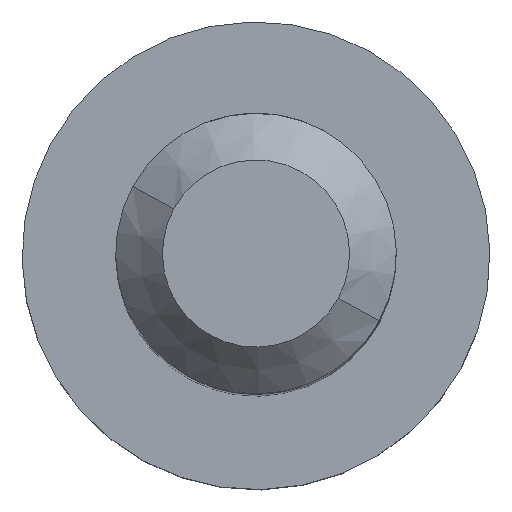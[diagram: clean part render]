
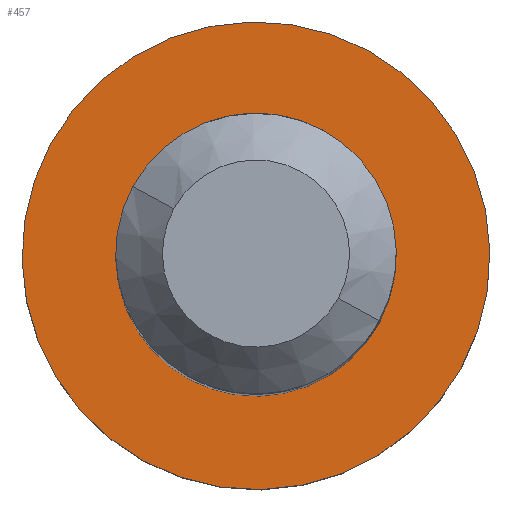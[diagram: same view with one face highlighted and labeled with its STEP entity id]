
A CAD part, top view. The second image highlights one B-rep face of the part: STEP entity #457.
In plain terms, the highlighted planar face has unit normal (0, 0, 1).
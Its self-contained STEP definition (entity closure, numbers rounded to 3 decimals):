
#160=CARTESIAN_POINT('Vertex',(2.633,-1.438,4.)) ;
#165=CARTESIAN_POINT('Axis2P3D Location',(0.,0.,4.)) ;
#169=CARTESIAN_POINT('Vertex',(-2.633,1.438,4.)) ;
#405=CARTESIAN_POINT('Vertex',(4.388,-2.397,4.)) ;
#408=CARTESIAN_POINT('Axis2P3D Location',(0.,0.,4.)) ;
#412=CARTESIAN_POINT('Vertex',(-4.388,2.397,4.)) ;
#427=CARTESIAN_POINT('Axis2P3D Location',(0.,0.,4.)) ;
#439=CARTESIAN_POINT('Axis2P3D Location',(5.,0.,4.)) ;
#448=CARTESIAN_POINT('Axis2P3D Location',(0.,0.,4.)) ;
#166=DIRECTION('Axis2P3D Direction',(0.,0.,-1.)) ;
#409=DIRECTION('Axis2P3D Direction',(0.,0.,-1.)) ;
#428=DIRECTION('Axis2P3D Direction',(0.,0.,-1.)) ;
#440=DIRECTION('Axis2P3D Direction',(0.,0.,-1.)) ;
#441=DIRECTION('Axis2P3D XDirection',(1.,0.,0.)) ;
#449=DIRECTION('Axis2P3D Direction',(0.,0.,-1.)) ;
#167=AXIS2_PLACEMENT_3D('Circle Axis2P3D',#165,#166,$) ;
#410=AXIS2_PLACEMENT_3D('Circle Axis2P3D',#408,#409,$) ;
#429=AXIS2_PLACEMENT_3D('Circle Axis2P3D',#427,#428,$) ;
#442=AXIS2_PLACEMENT_3D('Plane Axis2P3D',#439,#440,#441) ;
#450=AXIS2_PLACEMENT_3D('Circle Axis2P3D',#448,#449,$) ;
#445=ORIENTED_EDGE('',*,*,#414,.F.) ;
#446=ORIENTED_EDGE('',*,*,#431,.F.) ;
#454=ORIENTED_EDGE('',*,*,#171,.T.) ;
#455=ORIENTED_EDGE('',*,*,#452,.T.) ;
#456=FACE_BOUND('',#453,.T.) ;
#457=ADVANCED_FACE('',(#447,#456),#443,.F.) ;
#168=CIRCLE('generated circle',#167,3.) ;
#411=CIRCLE('generated circle',#410,5.) ;
#430=CIRCLE('generated circle',#429,5.) ;
#451=CIRCLE('generated circle',#450,3.) ;
#171=EDGE_CURVE('',#170,#161,#168,.T.) ;
#414=EDGE_CURVE('',#406,#413,#411,.T.) ;
#431=EDGE_CURVE('',#413,#406,#430,.T.) ;
#452=EDGE_CURVE('',#161,#170,#451,.T.) ;
#444=EDGE_LOOP('',(#445,#446)) ;
#453=EDGE_LOOP('',(#454,#455)) ;
#447=FACE_OUTER_BOUND('',#444,.T.) ;
#443=PLANE('Plane',#442) ;
#161=VERTEX_POINT('',#160) ;
#170=VERTEX_POINT('',#169) ;
#406=VERTEX_POINT('',#405) ;
#413=VERTEX_POINT('',#412) ;
